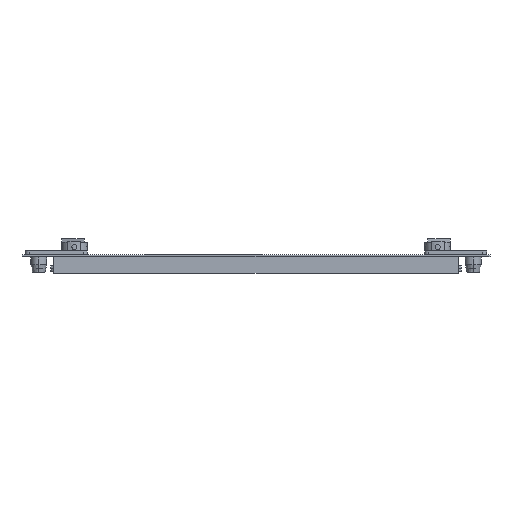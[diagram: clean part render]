
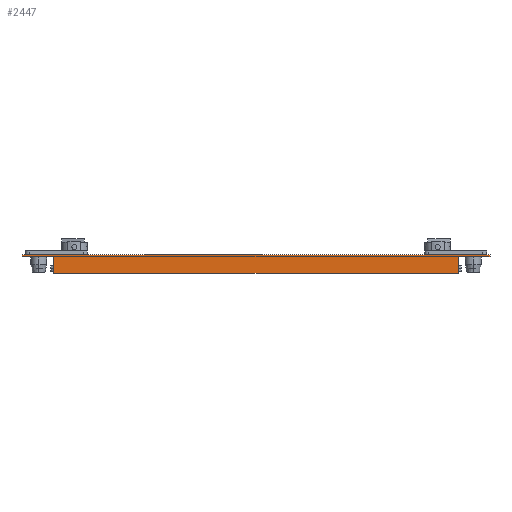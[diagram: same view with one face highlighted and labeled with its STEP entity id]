
A CAD part, front view. The second image highlights one B-rep face of the part: STEP entity #2447.
In plain terms, the highlighted planar face has unit normal (0, -1, 0).
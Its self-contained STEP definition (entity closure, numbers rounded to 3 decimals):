
#224=DIRECTION('',(-1.,0.,0.));
#225=VECTOR('',#224,250.);
#226=CARTESIAN_POINT('',(125.,-225.,0.));
#227=LINE('',#226,#225);
#1030=DIRECTION('',(0.,0.,1.));
#1031=VECTOR('',#1030,1.);
#1032=CARTESIAN_POINT('',(125.,-225.,-1.));
#1033=LINE('',#1032,#1031);
#1037=DIRECTION('',(-1.,0.,0.));
#1038=VECTOR('',#1037,17.);
#1039=CARTESIAN_POINT('',(125.,-225.,-1.));
#1040=LINE('',#1039,#1038);
#1044=DIRECTION('',(0.,0.,1.));
#1045=VECTOR('',#1044,9.);
#1046=CARTESIAN_POINT('',(-108.,-225.,-10.));
#1047=LINE('',#1046,#1045);
#1051=DIRECTION('',(-1.,0.,0.));
#1052=VECTOR('',#1051,17.);
#1053=CARTESIAN_POINT('',(-108.,-225.,-1.));
#1054=LINE('',#1053,#1052);
#1058=DIRECTION('',(0.,0.,1.));
#1059=VECTOR('',#1058,1.);
#1060=CARTESIAN_POINT('',(-125.,-225.,-1.));
#1061=LINE('',#1060,#1059);
#1065=DIRECTION('',(0.,0.,1.));
#1066=VECTOR('',#1065,9.);
#1067=CARTESIAN_POINT('',(108.,-225.,-10.));
#1068=LINE('',#1067,#1066);
#1100=DIRECTION('',(1.,0.,0.));
#1101=VECTOR('',#1100,216.);
#1102=CARTESIAN_POINT('',(-108.,-225.,-10.));
#1103=LINE('',#1102,#1101);
#1625=CARTESIAN_POINT('',(-125.,-225.,0.));
#1627=VERTEX_POINT('',#1625);
#1631=CARTESIAN_POINT('',(125.,-225.,0.));
#1632=VERTEX_POINT('',#1631);
#1729=CARTESIAN_POINT('',(-125.,-225.,-1.));
#1730=VERTEX_POINT('',#1729);
#1733=CARTESIAN_POINT('',(125.,-225.,-1.));
#1734=CARTESIAN_POINT('',(108.,-225.,-1.));
#1735=VERTEX_POINT('',#1733);
#1736=VERTEX_POINT('',#1734);
#1737=CARTESIAN_POINT('',(108.,-225.,-10.));
#1738=VERTEX_POINT('',#1737);
#1739=CARTESIAN_POINT('',(-108.,-225.,-10.));
#1740=VERTEX_POINT('',#1739);
#1741=CARTESIAN_POINT('',(-108.,-225.,-1.));
#1742=VERTEX_POINT('',#1741);
#2428=CARTESIAN_POINT('',(-125.,-225.,0.));
#2429=DIRECTION('',(0.,-1.,0.));
#2430=DIRECTION('',(1.,0.,0.));
#2431=AXIS2_PLACEMENT_3D('',#2428,#2429,#2430);
#2432=PLANE('',#2431);
#2433=ORIENTED_EDGE('',*,*,#2194,.T.);
#2435=ORIENTED_EDGE('',*,*,#2434,.F.);
#2437=ORIENTED_EDGE('',*,*,#2436,.F.);
#2439=ORIENTED_EDGE('',*,*,#2438,.T.);
#2440=ORIENTED_EDGE('',*,*,#2186,.T.);
#2442=ORIENTED_EDGE('',*,*,#2441,.T.);
#2443=ORIENTED_EDGE('',*,*,#1908,.F.);
#2444=ORIENTED_EDGE('',*,*,#2423,.F.);
#2445=EDGE_LOOP('',(#2433,#2435,#2437,#2439,#2440,#2442,#2443,#2444));
#2446=FACE_OUTER_BOUND('',#2445,.F.);
#1908=EDGE_CURVE('',#1632,#1627,#227,.T.);
#2186=EDGE_CURVE('',#1742,#1730,#1054,.T.);
#2194=EDGE_CURVE('',#1735,#1736,#1040,.T.);
#2423=EDGE_CURVE('',#1735,#1632,#1033,.T.);
#2434=EDGE_CURVE('',#1738,#1736,#1068,.T.);
#2436=EDGE_CURVE('',#1740,#1738,#1103,.T.);
#2438=EDGE_CURVE('',#1740,#1742,#1047,.T.);
#2441=EDGE_CURVE('',#1730,#1627,#1061,.T.);
#2447=ADVANCED_FACE('',(#2446),#2432,.T.);
